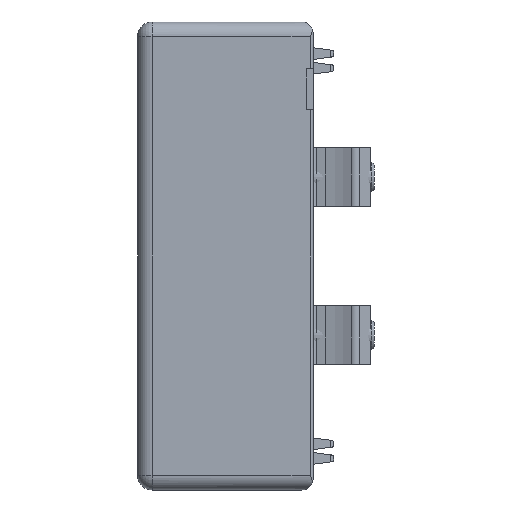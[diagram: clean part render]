
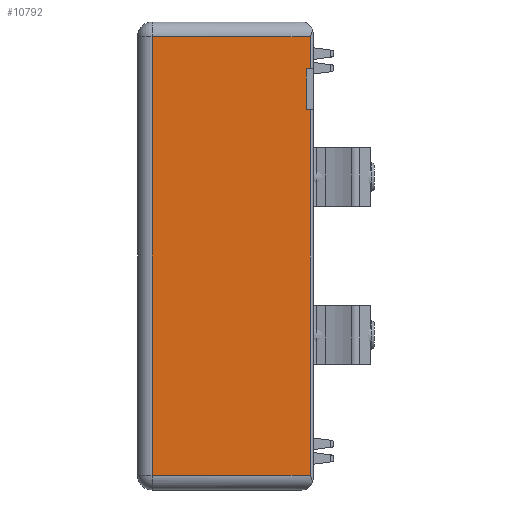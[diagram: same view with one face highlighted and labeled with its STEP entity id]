
A CAD part, left-side view. The second image highlights one B-rep face of the part: STEP entity #10792.
In plain terms, the highlighted planar face has unit normal (-1, 0, 0).
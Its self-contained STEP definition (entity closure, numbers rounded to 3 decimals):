
#426=LINE('',#16171,#1651);
#427=LINE('',#16174,#1652);
#428=LINE('',#16176,#1653);
#429=LINE('',#16178,#1654);
#430=LINE('',#16180,#1655);
#431=LINE('',#16182,#1656);
#432=LINE('',#16184,#1657);
#433=LINE('',#16186,#1658);
#1651=VECTOR('',#12848,1000.);
#1652=VECTOR('',#12849,1000.);
#1653=VECTOR('',#12850,1000.);
#1654=VECTOR('',#12851,1000.);
#1655=VECTOR('',#12852,1000.);
#1656=VECTOR('',#12853,1000.);
#1657=VECTOR('',#12854,1000.);
#1658=VECTOR('',#12855,1000.);
#2723=PLANE('',#11518);
#3809=ORIENTED_EDGE('',*,*,#6813,.F.);
#3810=ORIENTED_EDGE('',*,*,#6814,.T.);
#3811=ORIENTED_EDGE('',*,*,#6815,.T.);
#3812=ORIENTED_EDGE('',*,*,#6816,.F.);
#3813=ORIENTED_EDGE('',*,*,#6817,.F.);
#3814=ORIENTED_EDGE('',*,*,#6818,.T.);
#3815=ORIENTED_EDGE('',*,*,#6819,.T.);
#3816=ORIENTED_EDGE('',*,*,#6820,.F.);
#6813=EDGE_CURVE('',#8343,#8344,#426,.T.);
#6814=EDGE_CURVE('',#8343,#8345,#427,.F.);
#6815=EDGE_CURVE('',#8345,#8346,#428,.T.);
#6816=EDGE_CURVE('',#8347,#8346,#429,.T.);
#6817=EDGE_CURVE('',#8348,#8347,#430,.T.);
#6818=EDGE_CURVE('',#8348,#8349,#431,.T.);
#6819=EDGE_CURVE('',#8349,#8350,#432,.T.);
#6820=EDGE_CURVE('',#8344,#8350,#433,.T.);
#8343=VERTEX_POINT('',#16172);
#8344=VERTEX_POINT('',#16173);
#8345=VERTEX_POINT('',#16175);
#8346=VERTEX_POINT('',#16177);
#8347=VERTEX_POINT('',#16179);
#8348=VERTEX_POINT('',#16181);
#8349=VERTEX_POINT('',#16183);
#8350=VERTEX_POINT('',#16185);
#9533=EDGE_LOOP('',(#3809,#3810,#3811,#3812,#3813,#3814,#3815,#3816));
#10171=FACE_BOUND('',#9533,.T.);
#10792=ADVANCED_FACE('',(#10171),#2723,.F.);
#11518=AXIS2_PLACEMENT_3D('',#16170,#12846,#12847);
#12846=DIRECTION('',(1.,0.,0.));
#12847=DIRECTION('',(0.,0.,-1.));
#12848=DIRECTION('',(0.,-1.,0.));
#12849=DIRECTION('',(0.,0.,1.));
#12850=DIRECTION('',(0.,-1.,0.));
#12851=DIRECTION('',(0.,0.,-1.));
#12852=DIRECTION('',(0.,-1.,0.));
#12853=DIRECTION('',(0.,0.,1.));
#12854=DIRECTION('',(0.,-1.,0.));
#12855=DIRECTION('',(0.,0.,-1.));
#16170=CARTESIAN_POINT('',(-20.,18.,-37.5));
#16171=CARTESIAN_POINT('',(-20.,18.,37.5));
#16172=CARTESIAN_POINT('',(-20.,27.5,37.5));
#16173=CARTESIAN_POINT('',(-20.,0.5,37.5));
#16174=CARTESIAN_POINT('',(-20.,27.5,-37.5));
#16175=CARTESIAN_POINT('',(-20.,27.5,-37.5));
#16176=CARTESIAN_POINT('',(-20.,18.,-37.5));
#16177=CARTESIAN_POINT('',(-20.,0.5,-37.5));
#16178=CARTESIAN_POINT('',(-20.,0.5,42.));
#16179=CARTESIAN_POINT('',(-20.,0.5,25.));
#16180=CARTESIAN_POINT('',(-20.,1.2,25.));
#16181=CARTESIAN_POINT('',(-20.,1.2,25.));
#16182=CARTESIAN_POINT('',(-20.,1.2,25.));
#16183=CARTESIAN_POINT('',(-20.,1.2,32.));
#16184=CARTESIAN_POINT('',(-20.,1.2,32.));
#16185=CARTESIAN_POINT('',(-20.,0.5,32.));
#16186=CARTESIAN_POINT('',(-20.,0.5,42.));
